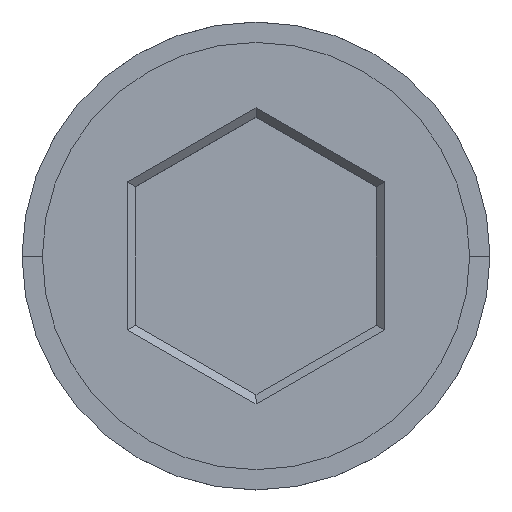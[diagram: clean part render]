
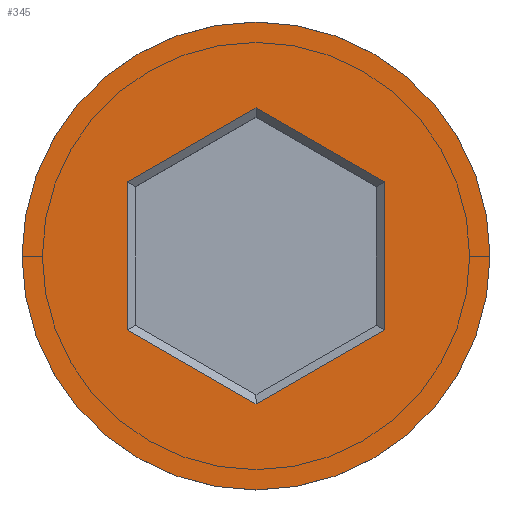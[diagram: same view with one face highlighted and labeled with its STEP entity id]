
A CAD part, top view. The second image highlights one B-rep face of the part: STEP entity #345.
In plain terms, the highlighted planar face has unit normal (0, 0, 1).
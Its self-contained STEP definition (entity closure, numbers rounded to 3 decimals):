
#15 = CARTESIAN_POINT ( 'NONE',  ( 3.15, 1.819, 0. ) ) ;
#27 = DIRECTION ( 'NONE',  ( 0., -1., 0. ) ) ;
#45 = CIRCLE ( 'NONE', #1393, 5.75 ) ;
#51 = EDGE_CURVE ( 'NONE', #103, #301, #1030, .T. ) ;
#52 = DIRECTION ( 'NONE',  ( 1., 0., 0. ) ) ;
#54 = EDGE_LOOP ( 'NONE', ( #1584, #1220 ) ) ;
#103 = VERTEX_POINT ( 'NONE', #1353 ) ;
#104 = CARTESIAN_POINT ( 'NONE',  ( 0.1, -3.58, 0. ) ) ;
#123 = VECTOR ( 'NONE', #634, 1000. ) ;
#166 = VERTEX_POINT ( 'NONE', #1244 ) ;
#168 = EDGE_CURVE ( 'NONE', #946, #1021, #636, .T. ) ;
#177 = CARTESIAN_POINT ( 'NONE',  ( 3.15, -1.819, 0. ) ) ;
#204 = VECTOR ( 'NONE', #1204, 1000. ) ;
#234 = CARTESIAN_POINT ( 'NONE',  ( -3.15, -1.819, 0. ) ) ;
#254 = CARTESIAN_POINT ( 'NONE',  ( 3.15, -1.703, 0. ) ) ;
#262 = EDGE_LOOP ( 'NONE', ( #811, #424, #783, #1179, #507, #1546 ) ) ;
#293 = DIRECTION ( 'NONE',  ( 0., 0., 1. ) ) ;
#298 = DIRECTION ( 'NONE',  ( 0.866, 0.5, 0. ) ) ;
#301 = VERTEX_POINT ( 'NONE', #1521 ) ;
#333 = EDGE_CURVE ( 'NONE', #301, #103, #45, .T. ) ;
#345 = ADVANCED_FACE ( 'NONE', ( #1400, #415 ), #1530, .T. ) ;
#415 = FACE_OUTER_BOUND ( 'NONE', #54, .T. ) ;
#424 = ORIENTED_EDGE ( 'NONE', *, *, #450, .T. ) ;
#434 = VECTOR ( 'NONE', #589, 1000. ) ;
#435 = VERTEX_POINT ( 'NONE', #234 ) ;
#450 = EDGE_CURVE ( 'NONE', #435, #1466, #857, .T. ) ;
#499 = DIRECTION ( 'NONE',  ( 0.866, -0.5, 0. ) ) ;
#507 = ORIENTED_EDGE ( 'NONE', *, *, #986, .T. ) ;
#573 = DIRECTION ( 'NONE',  ( 1., 0., 0. ) ) ;
#589 = DIRECTION ( 'NONE',  ( 0., 1., 0. ) ) ;
#592 = AXIS2_PLACEMENT_3D ( 'NONE', #1164, #293, #52 ) ;
#609 = LINE ( 'NONE', #254, #1396 ) ;
#623 = CARTESIAN_POINT ( 'NONE',  ( 3.05, 1.876, 0. ) ) ;
#634 = DIRECTION ( 'NONE',  ( -0.866, 0.5, 0. ) ) ;
#636 = LINE ( 'NONE', #623, #1134 ) ;
#650 = EDGE_CURVE ( 'NONE', #166, #435, #1250, .T. ) ;
#689 = DIRECTION ( 'NONE',  ( 0., 0., 1. ) ) ;
#702 = CARTESIAN_POINT ( 'NONE',  ( 0., 0., 0. ) ) ;
#708 = CARTESIAN_POINT ( 'NONE',  ( -3.15, 1.703, 0. ) ) ;
#783 = ORIENTED_EDGE ( 'NONE', *, *, #791, .T. ) ;
#791 = EDGE_CURVE ( 'NONE', #1466, #946, #1520, .T. ) ;
#811 = ORIENTED_EDGE ( 'NONE', *, *, #650, .T. ) ;
#857 = LINE ( 'NONE', #708, #434 ) ;
#946 = VERTEX_POINT ( 'NONE', #1588 ) ;
#986 = EDGE_CURVE ( 'NONE', #1021, #1133, #609, .T. ) ;
#1021 = VERTEX_POINT ( 'NONE', #15 ) ;
#1030 = CIRCLE ( 'NONE', #1495, 5.75 ) ;
#1049 = CARTESIAN_POINT ( 'NONE',  ( -0.1, 3.58, 0. ) ) ;
#1059 = CARTESIAN_POINT ( 'NONE',  ( 0., 0., 0. ) ) ;
#1088 = DIRECTION ( 'NONE',  ( 1., 0., 0. ) ) ;
#1133 = VERTEX_POINT ( 'NONE', #177 ) ;
#1134 = VECTOR ( 'NONE', #499, 1000. ) ;
#1164 = CARTESIAN_POINT ( 'NONE',  ( 0., 0., 0. ) ) ;
#1179 = ORIENTED_EDGE ( 'NONE', *, *, #168, .T. ) ;
#1204 = DIRECTION ( 'NONE',  ( -0.866, -0.5, 0. ) ) ;
#1214 = LINE ( 'NONE', #104, #204 ) ;
#1220 = ORIENTED_EDGE ( 'NONE', *, *, #51, .T. ) ;
#1244 = CARTESIAN_POINT ( 'NONE',  ( 0., -3.637, 0. ) ) ;
#1250 = LINE ( 'NONE', #1357, #123 ) ;
#1308 = EDGE_CURVE ( 'NONE', #1133, #166, #1214, .T. ) ;
#1347 = CARTESIAN_POINT ( 'NONE',  ( -3.15, 1.819, 0. ) ) ;
#1353 = CARTESIAN_POINT ( 'NONE',  ( -5.75, 0., 0. ) ) ;
#1357 = CARTESIAN_POINT ( 'NONE',  ( -3.05, -1.876, 0. ) ) ;
#1393 = AXIS2_PLACEMENT_3D ( 'NONE', #1059, #689, #573 ) ;
#1395 = VECTOR ( 'NONE', #298, 1000. ) ;
#1396 = VECTOR ( 'NONE', #27, 1000. ) ;
#1400 = FACE_BOUND ( 'NONE', #262, .T. ) ;
#1466 = VERTEX_POINT ( 'NONE', #1347 ) ;
#1495 = AXIS2_PLACEMENT_3D ( 'NONE', #702, #1591, #1088 ) ;
#1520 = LINE ( 'NONE', #1049, #1395 ) ;
#1521 = CARTESIAN_POINT ( 'NONE',  ( 5.75, 0., 0. ) ) ;
#1530 = PLANE ( 'NONE',  #592 ) ;
#1546 = ORIENTED_EDGE ( 'NONE', *, *, #1308, .T. ) ;
#1584 = ORIENTED_EDGE ( 'NONE', *, *, #333, .T. ) ;
#1588 = CARTESIAN_POINT ( 'NONE',  ( 0., 3.637, 0. ) ) ;
#1591 = DIRECTION ( 'NONE',  ( 0., 0., 1. ) ) ;
